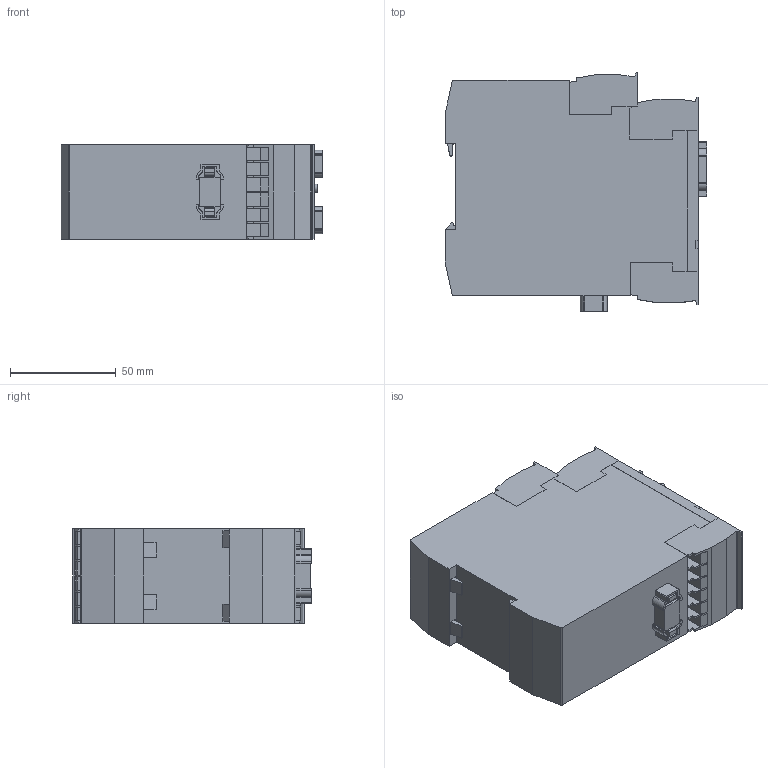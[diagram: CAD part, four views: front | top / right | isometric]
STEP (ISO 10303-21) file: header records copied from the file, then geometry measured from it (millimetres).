
FILE_DESCRIPTION (( 'STEP AP214' ), '1' );
FILE_NAME ('3RK312_2AC00_v.STEP', '2012-03-01T11:51:04', ( 'Uwe Förster' ), ( 'Siemens and Partners' ), 'SwSTEP 2.0', 'SolidWorks 2012', '' );
FILE_SCHEMA (( 'AUTOMOTIVE_DESIGN' ));
Length unit declared in the file: millimetre
Products named in the file (1): 3RK312_2AC00_v
Bounding box: 124 x 112.95 x 44.8 mm (x, y, z)
Volume: 520516.5 mm3; surface area: 58338.9 mm2
Topology: 1 solids, 1 shells, 1662 faces, 4587 edges, 3054 vertices
Faces by surface type: plane 1038, bspline 418, cylinder 206
Entity records: 85200 total; most frequent: CARTESIAN_POINT 27844, ORIENTED_EDGE 9174, DIRECTION 6255, EDGE_CURVE 4587, LINE 3337, VECTOR 3337, VERTEX_POINT 3054, EDGE_LOOP 1789
